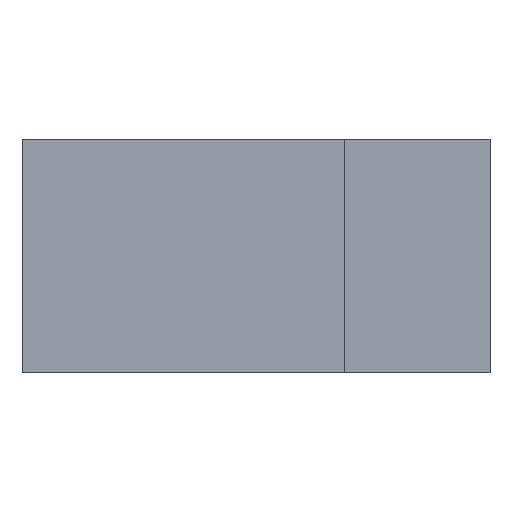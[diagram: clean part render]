
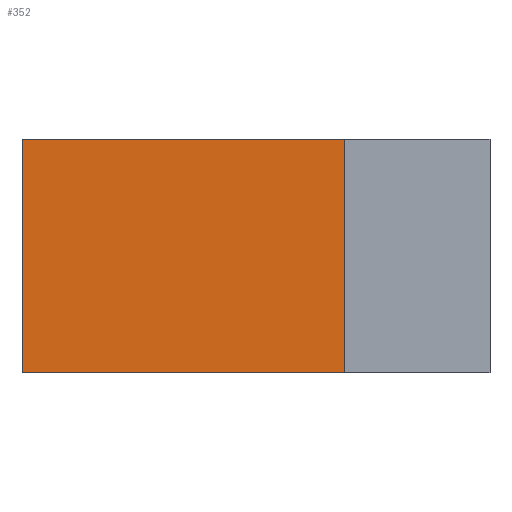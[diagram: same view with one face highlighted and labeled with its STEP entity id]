
A CAD part, left-side view. The second image highlights one B-rep face of the part: STEP entity #352.
In plain terms, the highlighted planar face has unit normal (-1, 0, 0).
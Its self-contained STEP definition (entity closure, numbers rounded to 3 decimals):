
#20 = CARTESIAN_POINT ( 'NONE',  ( -6.6, 2.8, 4.5 ) ) ;
#25 = ORIENTED_EDGE ( 'NONE', *, *, #227, .F. ) ;
#39 = LINE ( 'NONE', #464, #203 ) ;
#42 = EDGE_CURVE ( 'NONE', #297, #193, #198, .T. ) ;
#66 = LINE ( 'NONE', #273, #211 ) ;
#70 = AXIS2_PLACEMENT_3D ( 'NONE', #20, #518, #477 ) ;
#81 = EDGE_LOOP ( 'NONE', ( #368, #497, #25, #110 ) ) ;
#110 = ORIENTED_EDGE ( 'NONE', *, *, #42, .T. ) ;
#128 = DIRECTION ( 'NONE',  ( 0., -1., 0. ) ) ;
#136 = VERTEX_POINT ( 'NONE', #404 ) ;
#151 = DIRECTION ( 'NONE',  ( 0., -1., 0. ) ) ;
#152 = VECTOR ( 'NONE', #128, 1000. ) ;
#180 = DIRECTION ( 'NONE',  ( 0., 0., -1. ) ) ;
#193 = VERTEX_POINT ( 'NONE', #263 ) ;
#198 = LINE ( 'NONE', #502, #326 ) ;
#203 = VECTOR ( 'NONE', #180, 1000. ) ;
#207 = DIRECTION ( 'NONE',  ( 0., 0., -1. ) ) ;
#211 = VECTOR ( 'NONE', #151, 1000. ) ;
#227 = EDGE_CURVE ( 'NONE', #297, #136, #346, .T. ) ;
#244 = VERTEX_POINT ( 'NONE', #507 ) ;
#254 = CARTESIAN_POINT ( 'NONE',  ( -6.6, 2.8, 4.5 ) ) ;
#263 = CARTESIAN_POINT ( 'NONE',  ( -6.6, 9., 0. ) ) ;
#273 = CARTESIAN_POINT ( 'NONE',  ( -6.6, 2.8, 0. ) ) ;
#278 = PLANE ( 'NONE',  #70 ) ;
#289 = EDGE_CURVE ( 'NONE', #136, #244, #39, .T. ) ;
#297 = VERTEX_POINT ( 'NONE', #301 ) ;
#301 = CARTESIAN_POINT ( 'NONE',  ( -6.6, 9., 4.5 ) ) ;
#326 = VECTOR ( 'NONE', #207, 1000. ) ;
#346 = LINE ( 'NONE', #254, #152 ) ;
#352 = ADVANCED_FACE ( 'NONE', ( #516 ), #278, .F. ) ;
#368 = ORIENTED_EDGE ( 'NONE', *, *, #369, .T. ) ;
#369 = EDGE_CURVE ( 'NONE', #193, #244, #66, .T. ) ;
#404 = CARTESIAN_POINT ( 'NONE',  ( -6.6, 2.8, 4.5 ) ) ;
#464 = CARTESIAN_POINT ( 'NONE',  ( -6.6, 2.8, 4.5 ) ) ;
#477 = DIRECTION ( 'NONE',  ( 0., 1., 0. ) ) ;
#497 = ORIENTED_EDGE ( 'NONE', *, *, #289, .F. ) ;
#502 = CARTESIAN_POINT ( 'NONE',  ( -6.6, 9., 4.5 ) ) ;
#507 = CARTESIAN_POINT ( 'NONE',  ( -6.6, 2.8, 0. ) ) ;
#516 = FACE_OUTER_BOUND ( 'NONE', #81, .T. ) ;
#518 = DIRECTION ( 'NONE',  ( 1., 0., 0. ) ) ;
